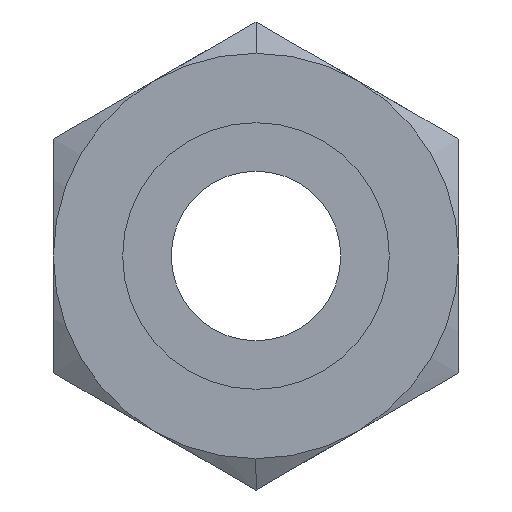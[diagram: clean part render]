
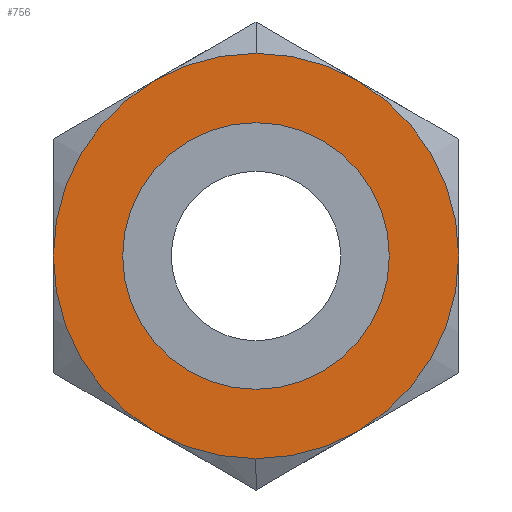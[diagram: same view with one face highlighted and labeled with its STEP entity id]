
A CAD part, left-side view. The second image highlights one B-rep face of the part: STEP entity #756.
In plain terms, the highlighted planar face has unit normal (-1, 0, 0).
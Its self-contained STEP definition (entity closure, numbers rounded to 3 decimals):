
#21 = DIRECTION ( 'NONE',  ( 1., 0., 0. ) ) ;
#82 = AXIS2_PLACEMENT_3D ( 'NONE', #8481, #3724, #3568 ) ;
#146 = ORIENTED_EDGE ( 'NONE', *, *, #6893, .F. ) ;
#153 = ORIENTED_EDGE ( 'NONE', *, *, #9257, .F. ) ;
#531 = FACE_OUTER_BOUND ( 'NONE', #3218, .T. ) ;
#648 = VERTEX_POINT ( 'NONE', #5030 ) ;
#756 = ADVANCED_FACE ( 'NONE', ( #6002, #531 ), #7704, .T. ) ;
#831 = AXIS2_PLACEMENT_3D ( 'NONE', #7090, #21, #3160 ) ;
#865 = CARTESIAN_POINT ( 'NONE',  ( 0., 0., 19. ) ) ;
#1027 = CIRCLE ( 'NONE', #4307, 19. ) ;
#1306 = CARTESIAN_POINT ( 'NONE',  ( 0., 0., 12.5 ) ) ;
#1651 = CIRCLE ( 'NONE', #2474, 12.5 ) ;
#1846 = DIRECTION ( 'NONE',  ( 1., 0., 0. ) ) ;
#2147 = CIRCLE ( 'NONE', #831, 19. ) ;
#2474 = AXIS2_PLACEMENT_3D ( 'NONE', #3852, #7732, #4678 ) ;
#3160 = DIRECTION ( 'NONE',  ( 0., 0., -1. ) ) ;
#3218 = EDGE_LOOP ( 'NONE', ( #153, #146 ) ) ;
#3301 = DIRECTION ( 'NONE',  ( 1., 0., 0. ) ) ;
#3568 = DIRECTION ( 'NONE',  ( 0., 0., 1. ) ) ;
#3724 = DIRECTION ( 'NONE',  ( -1., 0., 0. ) ) ;
#3852 = CARTESIAN_POINT ( 'NONE',  ( 0., 0., 0. ) ) ;
#4216 = CARTESIAN_POINT ( 'NONE',  ( 0., 0., 0. ) ) ;
#4307 = AXIS2_PLACEMENT_3D ( 'NONE', #4216, #1846, #5957 ) ;
#4663 = ORIENTED_EDGE ( 'NONE', *, *, #9838, .T. ) ;
#4678 = DIRECTION ( 'NONE',  ( 0., 0., 1. ) ) ;
#5030 = CARTESIAN_POINT ( 'NONE',  ( 0., 0., -19. ) ) ;
#5224 = EDGE_LOOP ( 'NONE', ( #4663, #8634 ) ) ;
#5523 = CIRCLE ( 'NONE', #9319, 12.5 ) ;
#5957 = DIRECTION ( 'NONE',  ( 0., 0., 1. ) ) ;
#6002 = FACE_BOUND ( 'NONE', #5224, .T. ) ;
#6795 = CARTESIAN_POINT ( 'NONE',  ( 0., 0., -12.5 ) ) ;
#6893 = EDGE_CURVE ( 'NONE', #648, #7048, #2147, .T. ) ;
#7025 = EDGE_CURVE ( 'NONE', #9149, #7268, #1651, .T. ) ;
#7048 = VERTEX_POINT ( 'NONE', #865 ) ;
#7090 = CARTESIAN_POINT ( 'NONE',  ( 0., 0., 0. ) ) ;
#7268 = VERTEX_POINT ( 'NONE', #6795 ) ;
#7287 = DIRECTION ( 'NONE',  ( 0., 0., -1. ) ) ;
#7704 = PLANE ( 'NONE',  #82 ) ;
#7732 = DIRECTION ( 'NONE',  ( 1., 0., 0. ) ) ;
#8061 = CARTESIAN_POINT ( 'NONE',  ( 0., 0., 0. ) ) ;
#8481 = CARTESIAN_POINT ( 'NONE',  ( 0., 0., 9.5 ) ) ;
#8634 = ORIENTED_EDGE ( 'NONE', *, *, #7025, .T. ) ;
#9149 = VERTEX_POINT ( 'NONE', #1306 ) ;
#9257 = EDGE_CURVE ( 'NONE', #7048, #648, #1027, .T. ) ;
#9319 = AXIS2_PLACEMENT_3D ( 'NONE', #8061, #3301, #7287 ) ;
#9838 = EDGE_CURVE ( 'NONE', #7268, #9149, #5523, .T. ) ;
